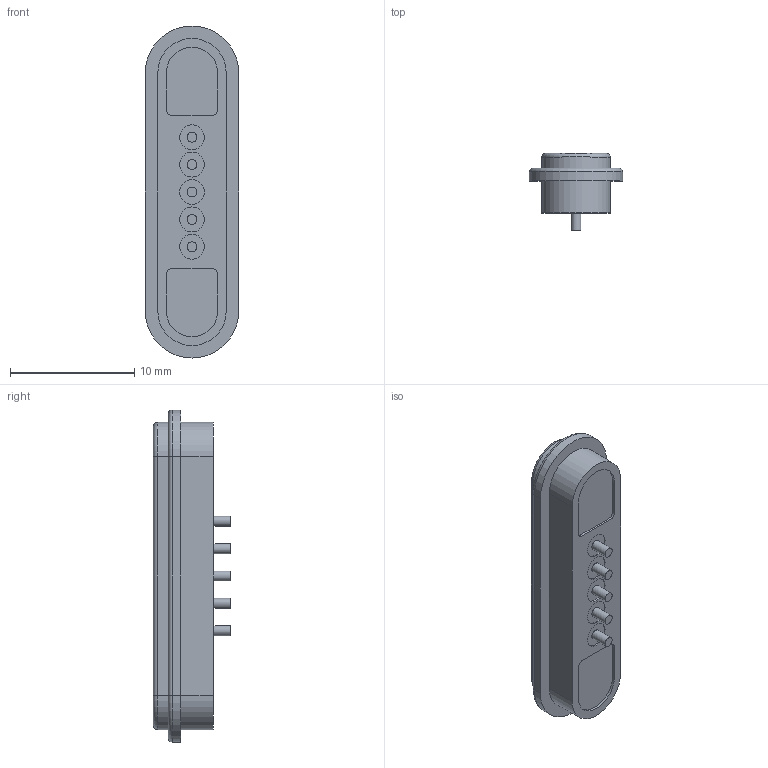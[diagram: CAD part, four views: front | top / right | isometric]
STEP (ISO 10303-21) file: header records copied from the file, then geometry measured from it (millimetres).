
FILE_DESCRIPTION(/* description */ (''),/* implementation_level */ '2;1');
FILE_NAME(/* name */ 'PCB-Parts v8.step',/* time_stamp */ '2022-03-05T14:57:04+01:00',/* author */ (''),/* organization */ (''),/* preprocessor_version */ 'ST-DEVELOPER v18.1',/* originating_system */ 'Autodesk Translation Framework v10.13.0.1454',/* authorisation */ '');
FILE_SCHEMA (('AUTOMOTIVE_DESIGN { 1 0 10303 214 3 1 1 }'));
Length unit declared in the file: millimetre
Products named in the file (1): PCB-Parts
Bounding box: 7.5 x 6.2 x 26.7 mm (x, y, z)
Volume: 609.4 mm3; surface area: 794.1 mm2
Topology: 1 solids, 1 shells, 113 faces, 232 edges, 148 vertices
Faces by surface type: cylinder 52, plane 51, torus 10
Full cylindrical faces by diameter (mm): 0.8 x10, 2 x10
Entity records: 3103 total; most frequent: DIRECTION 574, CARTESIAN_POINT 494, ORIENTED_EDGE 464, EDGE_CURVE 232, AXIS2_PLACEMENT_3D 228, VERTEX_POINT 148, EDGE_LOOP 140, LINE 118
